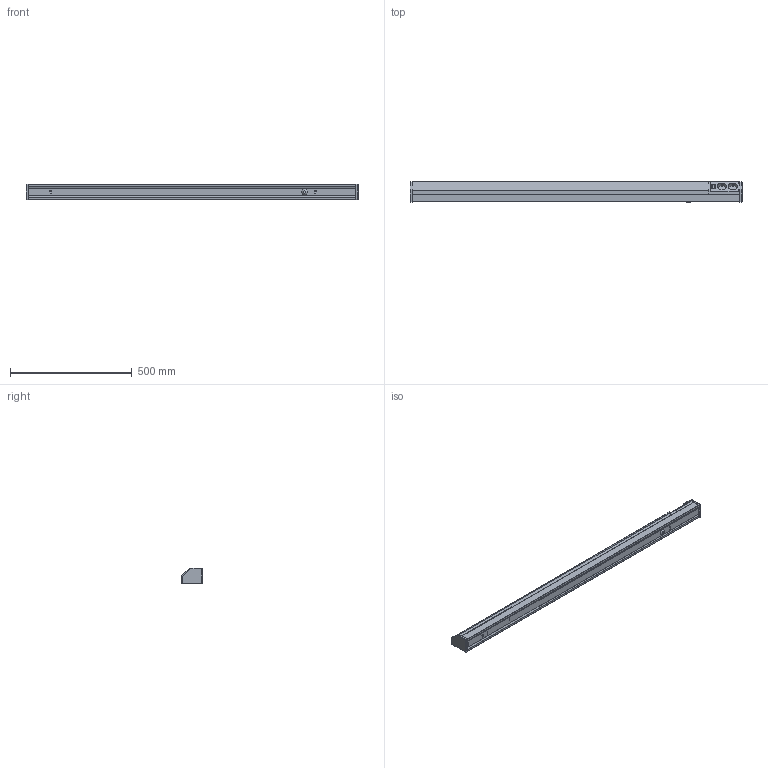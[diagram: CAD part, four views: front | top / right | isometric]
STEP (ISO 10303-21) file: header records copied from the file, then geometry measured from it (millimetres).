
FILE_DESCRIPTION (( 'STEP AP203' ), '1' );
FILE_NAME ('LLPO0-3020-1-36-K01 Ñâåòèëüíèê ËÏÎ3020 36 Âò 230Â Ò8_G13 ÈÝÊ.STEP', '2017-07-11T11:16:06', ( '' ), ( '' ), 'SwSTEP 2.0', 'SolidWorks 2014', '' );
FILE_SCHEMA (( 'CONFIG_CONTROL_DESIGN' ));
Length unit declared in the file: millimetre
Products named in the file (1): LLPO0-3020-1-36-K01 Ñâåòèëüíèê ËÏÎ3020 36 Âò 230Â Ò8_G13  ÈÝÊ
Bounding box: 1365 x 85.5 x 63.5 mm (x, y, z)
Volume: 1377794.9 mm3; surface area: 897103.3 mm2
Topology: 2 solids, 14 shells, 342 faces, 853 edges, 540 vertices
Faces by surface type: plane 192, cylinder 125, torus 13, bspline 10, cone 2
Full cylindrical faces by diameter (mm): 5 x4, 9 x1, 26 x1, 39 x2
Entity records: 10453 total; most frequent: CARTESIAN_POINT 2307, DIRECTION 1678, ORIENTED_EDGE 1658, EDGE_CURVE 829, AXIS2_PLACEMENT_3D 568, LINE 542, VECTOR 542, VERTEX_POINT 537
